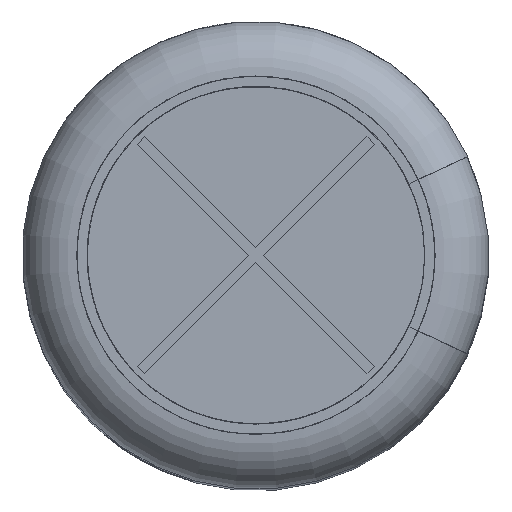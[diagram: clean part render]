
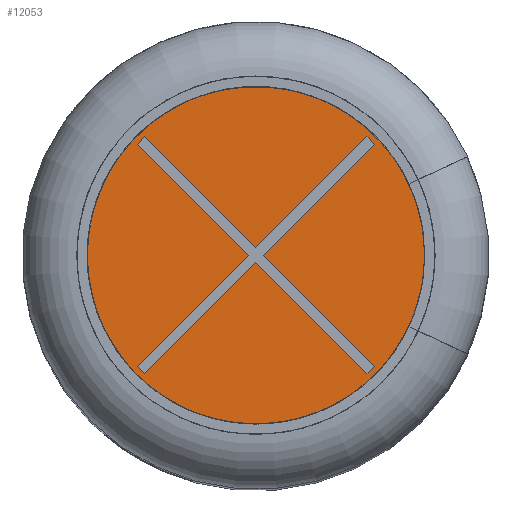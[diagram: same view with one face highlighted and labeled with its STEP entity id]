
A CAD part, top view. The second image highlights one B-rep face of the part: STEP entity #12053.
In plain terms, the highlighted planar face has unit normal (0, 0, 1).
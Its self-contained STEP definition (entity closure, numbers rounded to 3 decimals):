
#436=LINE('',#15734,#1104);
#439=LINE('',#15740,#1107);
#441=LINE('',#15744,#1109);
#443=LINE('',#15748,#1111);
#445=LINE('',#15752,#1113);
#447=LINE('',#15756,#1115);
#449=LINE('',#15760,#1117);
#451=LINE('',#15764,#1119);
#453=LINE('',#15768,#1121);
#455=LINE('',#15772,#1123);
#457=LINE('',#15776,#1125);
#459=LINE('',#15780,#1127);
#1104=VECTOR('',#13425,1000.);
#1107=VECTOR('',#13430,1000.);
#1109=VECTOR('',#13434,1000.);
#1111=VECTOR('',#13438,1000.);
#1113=VECTOR('',#13442,1000.);
#1115=VECTOR('',#13446,1000.);
#1117=VECTOR('',#13450,1000.);
#1119=VECTOR('',#13454,1000.);
#1121=VECTOR('',#13458,1000.);
#1123=VECTOR('',#13462,1000.);
#1125=VECTOR('',#13466,1000.);
#1127=VECTOR('',#13470,1000.);
#1948=ORIENTED_EDGE('',*,*,#4414,.T.);
#1949=ORIENTED_EDGE('',*,*,#4437,.T.);
#1950=ORIENTED_EDGE('',*,*,#4435,.T.);
#1951=ORIENTED_EDGE('',*,*,#4433,.T.);
#1952=ORIENTED_EDGE('',*,*,#4431,.T.);
#1953=ORIENTED_EDGE('',*,*,#4429,.T.);
#1954=ORIENTED_EDGE('',*,*,#4427,.T.);
#1955=ORIENTED_EDGE('',*,*,#4425,.T.);
#1956=ORIENTED_EDGE('',*,*,#4423,.T.);
#1957=ORIENTED_EDGE('',*,*,#4421,.T.);
#1958=ORIENTED_EDGE('',*,*,#4419,.T.);
#1959=ORIENTED_EDGE('',*,*,#4417,.T.);
#1960=ORIENTED_EDGE('',*,*,#4451,.F.);
#4414=EDGE_CURVE('',#5680,#5681,#436,.T.);
#4417=EDGE_CURVE('',#5682,#5680,#439,.T.);
#4419=EDGE_CURVE('',#5683,#5682,#441,.T.);
#4421=EDGE_CURVE('',#5684,#5683,#443,.T.);
#4423=EDGE_CURVE('',#5685,#5684,#445,.T.);
#4425=EDGE_CURVE('',#5686,#5685,#447,.T.);
#4427=EDGE_CURVE('',#5687,#5686,#449,.T.);
#4429=EDGE_CURVE('',#5688,#5687,#451,.T.);
#4431=EDGE_CURVE('',#5689,#5688,#453,.T.);
#4433=EDGE_CURVE('',#5690,#5689,#455,.T.);
#4435=EDGE_CURVE('',#5691,#5690,#457,.T.);
#4437=EDGE_CURVE('',#5681,#5691,#459,.T.);
#4451=EDGE_CURVE('',#5702,#5702,#6543,.T.);
#5680=VERTEX_POINT('',#15735);
#5681=VERTEX_POINT('',#15736);
#5682=VERTEX_POINT('',#15741);
#5683=VERTEX_POINT('',#15745);
#5684=VERTEX_POINT('',#15749);
#5685=VERTEX_POINT('',#15753);
#5686=VERTEX_POINT('',#15757);
#5687=VERTEX_POINT('',#15761);
#5688=VERTEX_POINT('',#15765);
#5689=VERTEX_POINT('',#15769);
#5690=VERTEX_POINT('',#15773);
#5691=VERTEX_POINT('',#15777);
#5702=VERTEX_POINT('',#15812);
#6543=CIRCLE('',#12604,2.415);
#6861=EDGE_LOOP('',(#1948,#1949,#1950,#1951,#1952,#1953,#1954,#1955,#1956,
#1957,#1958,#1959));
#6862=EDGE_LOOP('',(#1960));
#7491=FACE_BOUND('',#6861,.T.);
#7492=FACE_BOUND('',#6862,.T.);
#8107=PLANE('',#12605);
#12053=ADVANCED_FACE('',(#7491,#7492),#8107,.T.);
#12604=AXIS2_PLACEMENT_3D('',#15811,#13511,#13512);
#12605=AXIS2_PLACEMENT_3D('',#15813,#13513,#13514);
#13425=DIRECTION('',(0.707,0.707,0.));
#13430=DIRECTION('',(-0.707,0.707,0.));
#13434=DIRECTION('',(0.707,0.707,0.));
#13438=DIRECTION('',(-0.707,0.707,0.));
#13442=DIRECTION('',(-0.707,-0.707,0.));
#13446=DIRECTION('',(-0.707,0.707,0.));
#13450=DIRECTION('',(-0.707,-0.707,0.));
#13454=DIRECTION('',(0.707,-0.707,0.));
#13458=DIRECTION('',(-0.707,-0.707,0.));
#13462=DIRECTION('',(0.707,-0.707,0.));
#13466=DIRECTION('',(0.707,0.707,0.));
#13470=DIRECTION('',(0.707,-0.707,0.));
#13511=DIRECTION('',(0.,0.,-1.));
#13512=DIRECTION('',(-1.,0.,0.));
#13513=DIRECTION('',(0.,0.,1.));
#13514=DIRECTION('',(1.,0.,0.));
#15734=CARTESIAN_POINT('',(-1.497,1.596,14.78));
#15735=CARTESIAN_POINT('',(-1.596,1.497,14.78));
#15736=CARTESIAN_POINT('',(-1.497,1.596,14.78));
#15740=CARTESIAN_POINT('',(-0.099,0.,14.78));
#15741=CARTESIAN_POINT('',(-0.099,0.,14.78));
#15744=CARTESIAN_POINT('',(-0.099,0.,14.78));
#15745=CARTESIAN_POINT('',(-1.596,-1.497,14.78));
#15748=CARTESIAN_POINT('',(-1.497,-1.596,14.78));
#15749=CARTESIAN_POINT('',(-1.497,-1.596,14.78));
#15752=CARTESIAN_POINT('',(0.,-0.099,14.78));
#15753=CARTESIAN_POINT('',(0.,-0.099,14.78));
#15756=CARTESIAN_POINT('',(0.,-0.099,14.78));
#15757=CARTESIAN_POINT('',(1.497,-1.596,14.78));
#15760=CARTESIAN_POINT('',(1.596,-1.497,14.78));
#15761=CARTESIAN_POINT('',(1.596,-1.497,14.78));
#15764=CARTESIAN_POINT('',(0.099,0.,14.78));
#15765=CARTESIAN_POINT('',(0.099,0.,14.78));
#15768=CARTESIAN_POINT('',(0.099,0.,14.78));
#15769=CARTESIAN_POINT('',(1.596,1.497,14.78));
#15772=CARTESIAN_POINT('',(1.596,1.497,14.78));
#15773=CARTESIAN_POINT('',(1.497,1.596,14.78));
#15776=CARTESIAN_POINT('',(0.,0.099,14.78));
#15777=CARTESIAN_POINT('',(0.,0.099,14.78));
#15780=CARTESIAN_POINT('',(0.,0.099,14.78));
#15811=CARTESIAN_POINT('',(0.,0.,14.78));
#15812=CARTESIAN_POINT('',(-2.415,0.,14.78));
#15813=CARTESIAN_POINT('',(-2.415,0.,14.78));
